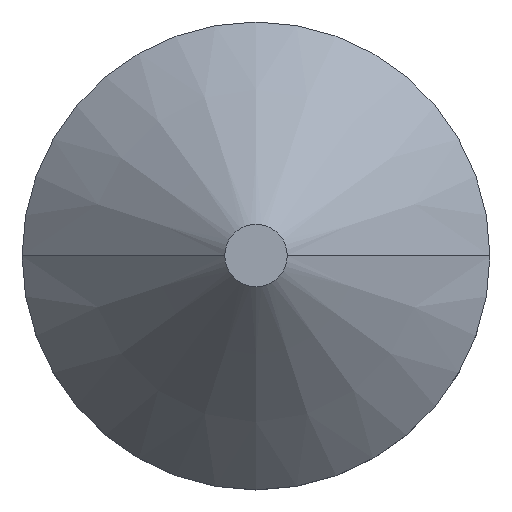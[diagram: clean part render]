
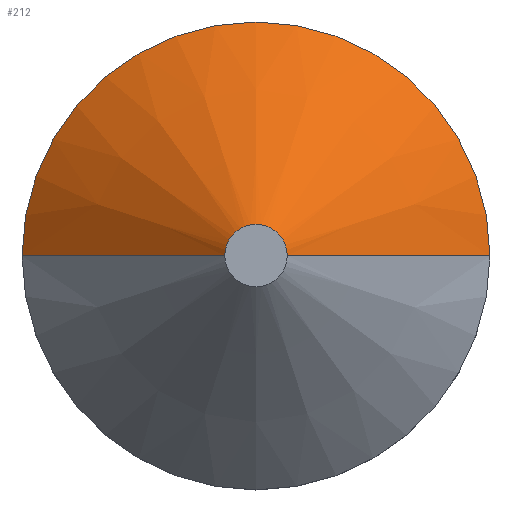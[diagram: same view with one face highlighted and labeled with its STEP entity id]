
A CAD part, top view. The second image highlights one B-rep face of the part: STEP entity #212.
In plain terms, the highlighted conical face has half-angle 45 degrees and reference radius 15 mm.
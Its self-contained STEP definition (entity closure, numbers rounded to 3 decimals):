
#40 = EDGE_CURVE ( 'NONE', #121, #55, #286, .T. ) ;
#43 = CARTESIAN_POINT ( 'NONE',  ( 15., 0., 5. ) ) ;
#54 = VECTOR ( 'NONE', #328, 1000. ) ;
#55 = VERTEX_POINT ( 'NONE', #43 ) ;
#59 = VERTEX_POINT ( 'NONE', #201 ) ;
#64 = ORIENTED_EDGE ( 'NONE', *, *, #339, .F. ) ;
#69 = DIRECTION ( 'NONE',  ( 1., 0., 0. ) ) ;
#71 = CIRCLE ( 'NONE', #236, 15. ) ;
#101 = CARTESIAN_POINT ( 'NONE',  ( 0., 0., 18. ) ) ;
#121 = VERTEX_POINT ( 'NONE', #258 ) ;
#124 = AXIS2_PLACEMENT_3D ( 'NONE', #314, #319, #259 ) ;
#128 = CARTESIAN_POINT ( 'NONE',  ( -15., 0., 5. ) ) ;
#130 = CIRCLE ( 'NONE', #304, 2. ) ;
#145 = ORIENTED_EDGE ( 'NONE', *, *, #205, .F. ) ;
#154 = VERTEX_POINT ( 'NONE', #128 ) ;
#157 = FACE_OUTER_BOUND ( 'NONE', #222, .T. ) ;
#161 = DIRECTION ( 'NONE',  ( 0., 0., 1. ) ) ;
#164 = EDGE_CURVE ( 'NONE', #55, #154, #71, .T. ) ;
#175 = VECTOR ( 'NONE', #234, 1000. ) ;
#200 = DIRECTION ( 'NONE',  ( 1., 0., 0. ) ) ;
#201 = CARTESIAN_POINT ( 'NONE',  ( -2., 0., 18. ) ) ;
#204 = DIRECTION ( 'NONE',  ( 0., 0., 1. ) ) ;
#205 = EDGE_CURVE ( 'NONE', #121, #59, #130, .T. ) ;
#212 = ADVANCED_FACE ( 'NONE', ( #157 ), #280, .T. ) ;
#222 = EDGE_LOOP ( 'NONE', ( #145, #277, #248, #64 ) ) ;
#231 = CARTESIAN_POINT ( 'NONE',  ( 15., 0., 5. ) ) ;
#234 = DIRECTION ( 'NONE',  ( 0.707, 0., -0.707 ) ) ;
#236 = AXIS2_PLACEMENT_3D ( 'NONE', #291, #161, #69 ) ;
#248 = ORIENTED_EDGE ( 'NONE', *, *, #164, .T. ) ;
#258 = CARTESIAN_POINT ( 'NONE',  ( 2., 0., 18. ) ) ;
#259 = DIRECTION ( 'NONE',  ( -1., 0., 0. ) ) ;
#277 = ORIENTED_EDGE ( 'NONE', *, *, #40, .T. ) ;
#280 = CONICAL_SURFACE ( 'NONE', #124, 15., 0.785 ) ;
#286 = LINE ( 'NONE', #231, #175 ) ;
#291 = CARTESIAN_POINT ( 'NONE',  ( 0., 0., 5. ) ) ;
#300 = CARTESIAN_POINT ( 'NONE',  ( -15., 0., 5. ) ) ;
#304 = AXIS2_PLACEMENT_3D ( 'NONE', #101, #204, #200 ) ;
#314 = CARTESIAN_POINT ( 'NONE',  ( 0., 0., 5. ) ) ;
#319 = DIRECTION ( 'NONE',  ( 0., 0., -1. ) ) ;
#324 = LINE ( 'NONE', #300, #54 ) ;
#328 = DIRECTION ( 'NONE',  ( -0.707, 0., -0.707 ) ) ;
#339 = EDGE_CURVE ( 'NONE', #59, #154, #324, .T. ) ;
